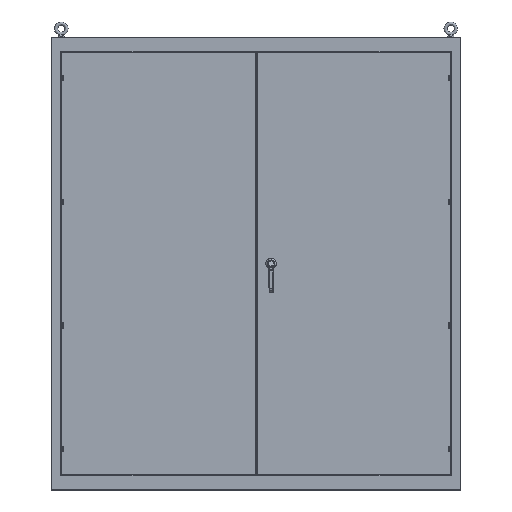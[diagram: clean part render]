
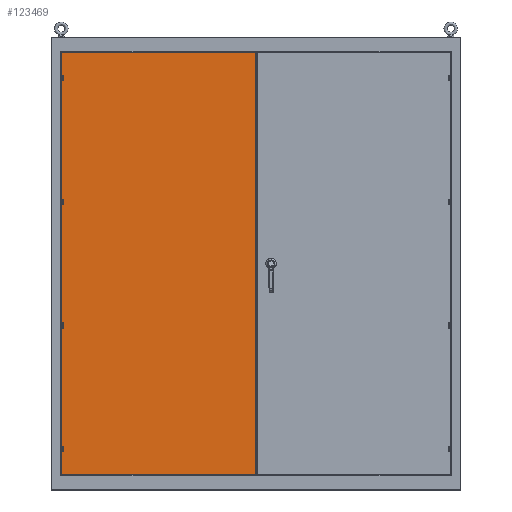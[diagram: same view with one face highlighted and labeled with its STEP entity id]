
A CAD part, top view. The second image highlights one B-rep face of the part: STEP entity #123469.
In plain terms, the highlighted planar face has unit normal (0, 0, 1).
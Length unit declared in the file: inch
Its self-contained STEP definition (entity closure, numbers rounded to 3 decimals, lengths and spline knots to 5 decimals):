
#1532 = EDGE_LOOP ( 'NONE', ( #175890, #148216, #41479, #30790 ) ) ;
#2633 = CARTESIAN_POINT ( 'NONE',  ( 0., 40.13189, 10.058 ) ) ;
#11376 = CARTESIAN_POINT ( 'NONE',  ( -36.66664, 0., 10.058 ) ) ;
#16331 = FACE_OUTER_BOUND ( 'NONE', #1532, .T. ) ;
#20632 = LINE ( 'NONE', #2633, #60513 ) ;
#24436 = DIRECTION ( 'NONE',  ( 1., 0., 0. ) ) ;
#30790 = ORIENTED_EDGE ( 'NONE', *, *, #86017, .T. ) ;
#38877 = CARTESIAN_POINT ( 'NONE',  ( 0., -40.13189, 10.058 ) ) ;
#41479 = ORIENTED_EDGE ( 'NONE', *, *, #182312, .T. ) ;
#46397 = LINE ( 'NONE', #60844, #100195 ) ;
#48489 = VECTOR ( 'NONE', #24436, 39.37008 ) ;
#48638 = LINE ( 'NONE', #11376, #123169 ) ;
#50019 = DIRECTION ( 'NONE',  ( 0., 0., 1. ) ) ;
#60513 = VECTOR ( 'NONE', #143228, 39.37008 ) ;
#60844 = CARTESIAN_POINT ( 'NONE',  ( 0.2465, 0., 10.058 ) ) ;
#69216 = PLANE ( 'NONE',  #189060 ) ;
#72089 = CARTESIAN_POINT ( 'NONE',  ( 0.2465, 40.13189, 10.058 ) ) ;
#73646 = CARTESIAN_POINT ( 'NONE',  ( 0.2465, -40.13189, 10.058 ) ) ;
#79646 = VERTEX_POINT ( 'NONE', #237039 ) ;
#86017 = EDGE_CURVE ( 'NONE', #79646, #139465, #203407, .T. ) ;
#100195 = VECTOR ( 'NONE', #189357, 39.37008 ) ;
#101710 = VERTEX_POINT ( 'NONE', #72089 ) ;
#104058 = CARTESIAN_POINT ( 'NONE',  ( 0., 0., 10.058 ) ) ;
#123169 = VECTOR ( 'NONE', #159094, 39.37008 ) ;
#123469 = ADVANCED_FACE ( 'NONE', ( #16331 ), #69216, .T. ) ;
#130494 = EDGE_CURVE ( 'NONE', #101710, #227046, #20632, .T. ) ;
#139465 = VERTEX_POINT ( 'NONE', #73646 ) ;
#143228 = DIRECTION ( 'NONE',  ( -1., 0., 0. ) ) ;
#148216 = ORIENTED_EDGE ( 'NONE', *, *, #130494, .T. ) ;
#159094 = DIRECTION ( 'NONE',  ( 0., -1., 0. ) ) ;
#170679 = CARTESIAN_POINT ( 'NONE',  ( -36.66664, 40.13189, 10.058 ) ) ;
#175890 = ORIENTED_EDGE ( 'NONE', *, *, #231502, .T. ) ;
#182312 = EDGE_CURVE ( 'NONE', #227046, #79646, #48638, .T. ) ;
#189060 = AXIS2_PLACEMENT_3D ( 'NONE', #104058, #50019, #236132 ) ;
#189357 = DIRECTION ( 'NONE',  ( 0., 1., 0. ) ) ;
#203407 = LINE ( 'NONE', #38877, #48489 ) ;
#227046 = VERTEX_POINT ( 'NONE', #170679 ) ;
#231502 = EDGE_CURVE ( 'NONE', #139465, #101710, #46397, .T. ) ;
#236132 = DIRECTION ( 'NONE',  ( 1., 0., 0. ) ) ;
#237039 = CARTESIAN_POINT ( 'NONE',  ( -36.66664, -40.13189, 10.058 ) ) ;
